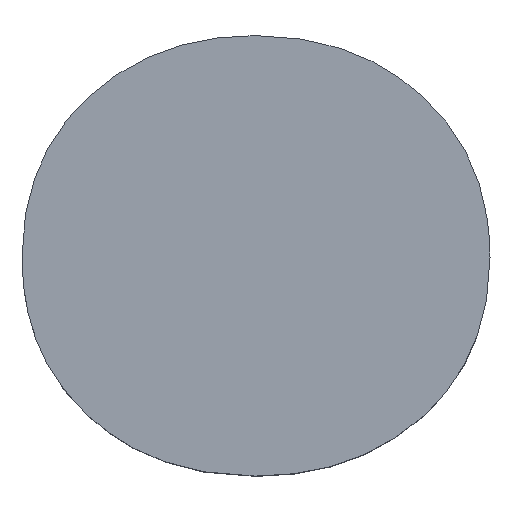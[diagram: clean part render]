
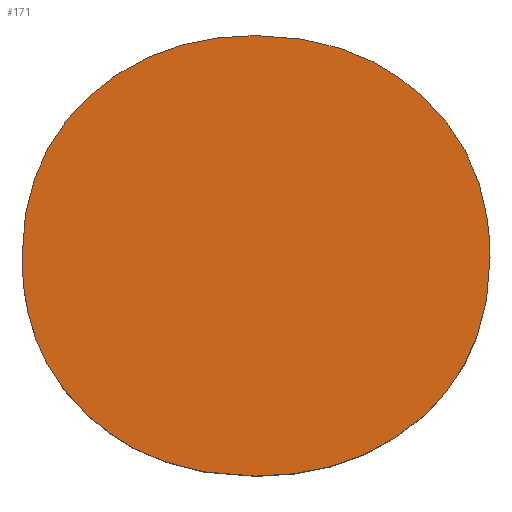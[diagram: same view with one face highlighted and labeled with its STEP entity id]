
A CAD part, top view. The second image highlights one B-rep face of the part: STEP entity #171.
In plain terms, the highlighted planar face has unit normal (0, 0, 1).
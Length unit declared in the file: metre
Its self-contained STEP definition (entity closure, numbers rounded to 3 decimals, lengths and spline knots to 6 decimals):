
#13=PLANE('',#186);
#70=ORIENTED_EDGE('',*,*,#78,.F.);
#71=ORIENTED_EDGE('',*,*,#82,.F.);
#72=ORIENTED_EDGE('',*,*,#85,.F.);
#73=ORIENTED_EDGE('',*,*,#88,.F.);
#74=ORIENTED_EDGE('',*,*,#91,.F.);
#75=ORIENTED_EDGE('',*,*,#94,.F.);
#76=ORIENTED_EDGE('',*,*,#97,.F.);
#77=ORIENTED_EDGE('',*,*,#100,.F.);
#78=EDGE_CURVE('',#102,#103,#118,.T.);
#82=EDGE_CURVE('',#106,#102,#120,.T.);
#85=EDGE_CURVE('',#108,#106,#122,.T.);
#88=EDGE_CURVE('',#110,#108,#124,.T.);
#91=EDGE_CURVE('',#112,#110,#126,.T.);
#94=EDGE_CURVE('',#114,#112,#128,.T.);
#97=EDGE_CURVE('',#116,#114,#130,.T.);
#100=EDGE_CURVE('',#103,#116,#132,.T.);
#102=VERTEX_POINT('',#213);
#103=VERTEX_POINT('',#214);
#106=VERTEX_POINT('',#233);
#108=VERTEX_POINT('',#250);
#110=VERTEX_POINT('',#267);
#112=VERTEX_POINT('',#284);
#114=VERTEX_POINT('',#301);
#116=VERTEX_POINT('',#318);
#118=B_SPLINE_CURVE_WITH_KNOTS('',2,(#210,#211,#212),.UNSPECIFIED.,.F.,
 .F.,(3,3),(0.,1.),.PIECEWISE_BEZIER_KNOTS.);
#120=B_SPLINE_CURVE_WITH_KNOTS('',2,(#230,#231,#232),.UNSPECIFIED.,.F.,
 .F.,(3,3),(0.,1.),.PIECEWISE_BEZIER_KNOTS.);
#122=B_SPLINE_CURVE_WITH_KNOTS('',2,(#247,#248,#249),.UNSPECIFIED.,.F.,
 .F.,(3,3),(0.,1.),.PIECEWISE_BEZIER_KNOTS.);
#124=B_SPLINE_CURVE_WITH_KNOTS('',2,(#264,#265,#266),.UNSPECIFIED.,.F.,
 .F.,(3,3),(0.,1.),.PIECEWISE_BEZIER_KNOTS.);
#126=B_SPLINE_CURVE_WITH_KNOTS('',2,(#281,#282,#283),.UNSPECIFIED.,.F.,
 .F.,(3,3),(0.,1.),.PIECEWISE_BEZIER_KNOTS.);
#128=B_SPLINE_CURVE_WITH_KNOTS('',2,(#298,#299,#300),.UNSPECIFIED.,.F.,
 .F.,(3,3),(0.,1.),.PIECEWISE_BEZIER_KNOTS.);
#130=B_SPLINE_CURVE_WITH_KNOTS('',2,(#315,#316,#317),.UNSPECIFIED.,.F.,
 .F.,(3,3),(0.,1.),.PIECEWISE_BEZIER_KNOTS.);
#132=B_SPLINE_CURVE_WITH_KNOTS('',2,(#332,#333,#334),.UNSPECIFIED.,.F.,
 .F.,(3,3),(0.,1.),.PIECEWISE_BEZIER_KNOTS.);
#143=EDGE_LOOP('',(#70,#71,#72,#73,#74,#75,#76,#77));
#153=FACE_BOUND('',#143,.T.);
#171=ADVANCED_FACE('',(#153),#13,.T.);
#186=AXIS2_PLACEMENT_3D('',#339,#199,#200);
#199=DIRECTION('',(0.,0.,1.));
#200=DIRECTION('',(1.,0.,0.));
#210=CARTESIAN_POINT('',(0.057007,-0.044006,0.0095));
#211=CARTESIAN_POINT('',(0.057007,-0.043689,0.0095));
#212=CARTESIAN_POINT('',(0.05722,-0.043492,0.0095));
#213=CARTESIAN_POINT('',(0.057007,-0.044006,0.0095));
#214=CARTESIAN_POINT('',(0.05722,-0.043492,0.0095));
#230=CARTESIAN_POINT('',(0.057218,-0.044514,0.0095));
#231=CARTESIAN_POINT('',(0.057007,-0.044319,0.0095));
#232=CARTESIAN_POINT('',(0.057007,-0.044006,0.0095));
#233=CARTESIAN_POINT('',(0.057218,-0.044514,0.0095));
#247=CARTESIAN_POINT('',(0.057756,-0.044708,0.0095));
#248=CARTESIAN_POINT('',(0.057429,-0.044708,0.0095));
#249=CARTESIAN_POINT('',(0.057218,-0.044514,0.0095));
#250=CARTESIAN_POINT('',(0.057756,-0.044708,0.0095));
#264=CARTESIAN_POINT('',(0.058298,-0.044514,0.0095));
#265=CARTESIAN_POINT('',(0.058087,-0.044708,0.0095));
#266=CARTESIAN_POINT('',(0.057756,-0.044708,0.0095));
#267=CARTESIAN_POINT('',(0.058298,-0.044514,0.0095));
#281=CARTESIAN_POINT('',(0.05851,-0.044006,0.0095));
#282=CARTESIAN_POINT('',(0.05851,-0.044319,0.0095));
#283=CARTESIAN_POINT('',(0.058298,-0.044514,0.0095));
#284=CARTESIAN_POINT('',(0.05851,-0.044006,0.0095));
#298=CARTESIAN_POINT('',(0.058296,-0.043492,0.0095));
#299=CARTESIAN_POINT('',(0.05851,-0.043689,0.0095));
#300=CARTESIAN_POINT('',(0.05851,-0.044006,0.0095));
#301=CARTESIAN_POINT('',(0.058296,-0.043492,0.0095));
#315=CARTESIAN_POINT('',(0.057756,-0.043294,0.0095));
#316=CARTESIAN_POINT('',(0.058082,-0.043294,0.0095));
#317=CARTESIAN_POINT('',(0.058296,-0.043492,0.0095));
#318=CARTESIAN_POINT('',(0.057756,-0.043294,0.0095));
#332=CARTESIAN_POINT('',(0.05722,-0.043492,0.0095));
#333=CARTESIAN_POINT('',(0.057434,-0.043294,0.0095));
#334=CARTESIAN_POINT('',(0.057756,-0.043294,0.0095));
#339=CARTESIAN_POINT('',(0.104891,-0.015824,0.0095));
